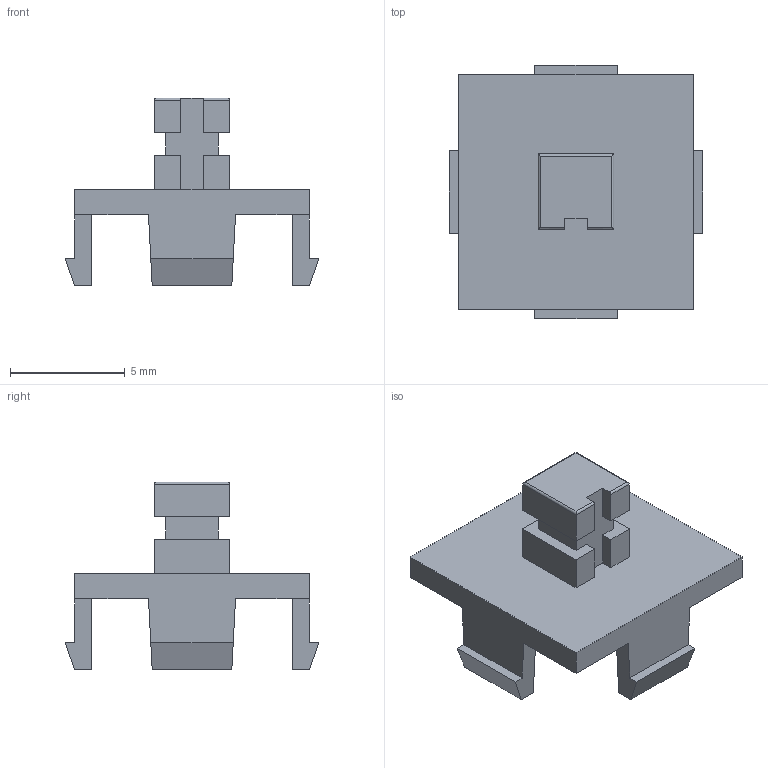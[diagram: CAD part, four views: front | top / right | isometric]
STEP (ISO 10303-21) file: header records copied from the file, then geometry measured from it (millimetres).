
FILE_DESCRIPTION((' '),'2;1');
FILE_NAME('320.02xxx.stp.stp','2017-07-21T16:34:05',(' '),(' '),' ','ACIS',' ');
FILE_SCHEMA(('CONFIG_CONTROL_DESIGN'));
Length unit declared in the file: inch
Products named in the file (1): 320.02xxx.stp.stp
Bounding box: 11.09 x 11.09 x 8.2 mm (x, y, z)
Volume: 193.8 mm3; surface area: 453.6 mm2
Topology: 1 solids, 1 shells, 69 faces, 191 edges, 126 vertices
Faces by surface type: plane 64, cylinder 5
Entity records: 2268 total; most frequent: CARTESIAN_POINT 387, ORIENTED_EDGE 382, DIRECTION 337, EDGE_CURVE 191, VECTOR 185, LINE 185, VERTEX_POINT 126, AXIS2_PLACEMENT_3D 76
